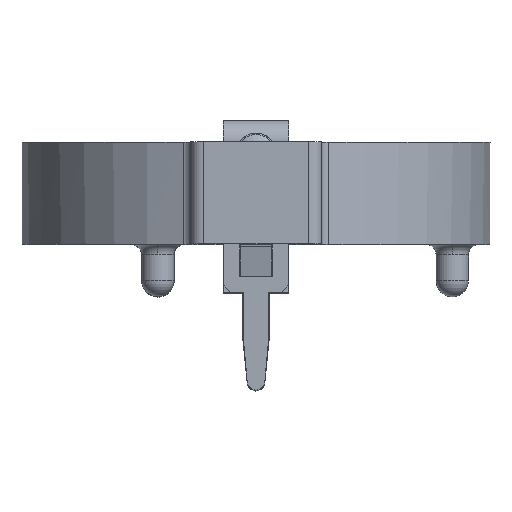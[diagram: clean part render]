
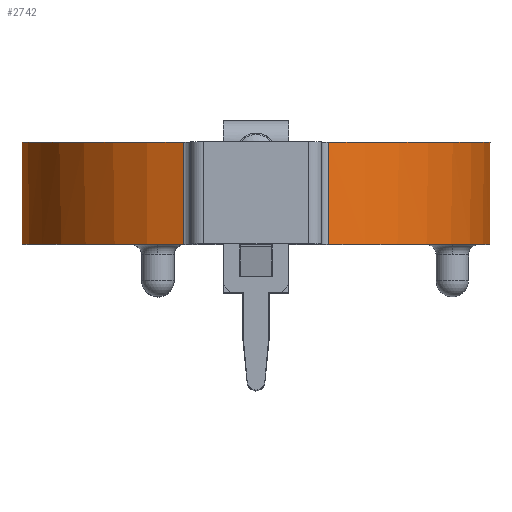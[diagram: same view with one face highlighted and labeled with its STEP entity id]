
A CAD part, top view. The second image highlights one B-rep face of the part: STEP entity #2742.
In plain terms, the highlighted cylindrical face has radius 11.379 mm (diameter 22.758 mm), a partial arc.
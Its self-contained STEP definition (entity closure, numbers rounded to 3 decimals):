
#2178 = VERTEX_POINT('',#2179);
#2179 = CARTESIAN_POINT('',(7.045,4.42,
    -10.947));
#2185 = EDGE_CURVE('',#2186,#2178,#2188,.T.);
#2186 = VERTEX_POINT('',#2187);
#2187 = CARTESIAN_POINT('',(2.524,4.42,7.918
    ));
#2188 = CIRCLE('',#2189,11.379);
#2189 = AXIS2_PLACEMENT_3D('',#2190,#2191,#2192);
#2190 = CARTESIAN_POINT('',(-1.002,4.42,
    -2.901));
#2191 = DIRECTION('',(0.,1.,0.));
#2192 = DIRECTION('',(0.,0.,1.));
#2246 = VERTEX_POINT('',#2247);
#2247 = CARTESIAN_POINT('',(-4.527,4.42,
    7.918));
#2254 = EDGE_CURVE('',#2255,#2246,#2257,.T.);
#2255 = VERTEX_POINT('',#2256);
#2256 = CARTESIAN_POINT('',(-9.048,4.42,
    -10.947));
#2257 = CIRCLE('',#2258,11.379);
#2258 = AXIS2_PLACEMENT_3D('',#2259,#2260,#2261);
#2259 = CARTESIAN_POINT('',(-1.002,4.42,
    -2.901));
#2260 = DIRECTION('',(0.,1.,0.));
#2261 = DIRECTION('',(0.,0.,1.));
#2428 = VERTEX_POINT('',#2429);
#2429 = CARTESIAN_POINT('',(2.524,-0.533,
    7.918));
#2479 = VERTEX_POINT('',#2480);
#2480 = CARTESIAN_POINT('',(-4.527,-0.533,
    7.918));
#2487 = EDGE_CURVE('',#2488,#2479,#2490,.T.);
#2488 = VERTEX_POINT('',#2489);
#2489 = CARTESIAN_POINT('',(-1.002,-0.533,
    -14.28));
#2490 = CIRCLE('',#2491,11.379);
#2491 = AXIS2_PLACEMENT_3D('',#2492,#2493,#2494);
#2492 = CARTESIAN_POINT('',(-1.002,-0.533,
    -2.901));
#2493 = DIRECTION('',(0.,1.,0.));
#2494 = DIRECTION('',(0.,0.,1.));
#2496 = EDGE_CURVE('',#2428,#2488,#2497,.T.);
#2497 = CIRCLE('',#2498,11.379);
#2498 = AXIS2_PLACEMENT_3D('',#2499,#2500,#2501);
#2499 = CARTESIAN_POINT('',(-1.002,-0.533,
    -2.901));
#2500 = DIRECTION('',(0.,1.,0.));
#2501 = DIRECTION('',(0.,0.,1.));
#2699 = VERTEX_POINT('',#2700);
#2700 = CARTESIAN_POINT('',(-9.048,2.134,
    -10.947));
#2706 = EDGE_CURVE('',#2255,#2699,#2707,.T.);
#2707 = LINE('',#2708,#2709);
#2708 = CARTESIAN_POINT('',(-9.048,4.42,
    -10.947));
#2709 = VECTOR('',#2710,1.);
#2710 = DIRECTION('',(0.,-1.,0.));
#2742 = ADVANCED_FACE('',(#2743),#2786,.T.);
#2743 = FACE_BOUND('',#2744,.T.);
#2744 = EDGE_LOOP('',(#2745,#2746,#2747,#2753,#2754,#2755,#2764,#2773,
    #2779,#2780));
#2745 = ORIENTED_EDGE('',*,*,#2496,.T.);
#2746 = ORIENTED_EDGE('',*,*,#2487,.T.);
#2747 = ORIENTED_EDGE('',*,*,#2748,.F.);
#2748 = EDGE_CURVE('',#2246,#2479,#2749,.T.);
#2749 = LINE('',#2750,#2751);
#2750 = CARTESIAN_POINT('',(-4.527,4.42,
    7.918));
#2751 = VECTOR('',#2752,1.);
#2752 = DIRECTION('',(0.,-1.,0.));
#2753 = ORIENTED_EDGE('',*,*,#2254,.F.);
#2754 = ORIENTED_EDGE('',*,*,#2706,.T.);
#2755 = ORIENTED_EDGE('',*,*,#2756,.F.);
#2756 = EDGE_CURVE('',#2757,#2699,#2759,.T.);
#2757 = VERTEX_POINT('',#2758);
#2758 = CARTESIAN_POINT('',(-1.002,2.134,
    -14.28));
#2759 = CIRCLE('',#2760,11.379);
#2760 = AXIS2_PLACEMENT_3D('',#2761,#2762,#2763);
#2761 = CARTESIAN_POINT('',(-1.002,2.134,
    -2.901));
#2762 = DIRECTION('',(0.,1.,0.));
#2763 = DIRECTION('',(0.,0.,1.));
#2764 = ORIENTED_EDGE('',*,*,#2765,.F.);
#2765 = EDGE_CURVE('',#2766,#2757,#2768,.T.);
#2766 = VERTEX_POINT('',#2767);
#2767 = CARTESIAN_POINT('',(7.045,2.134,
    -10.947));
#2768 = CIRCLE('',#2769,11.379);
#2769 = AXIS2_PLACEMENT_3D('',#2770,#2771,#2772);
#2770 = CARTESIAN_POINT('',(-1.002,2.134,
    -2.901));
#2771 = DIRECTION('',(0.,1.,0.));
#2772 = DIRECTION('',(0.,0.,1.));
#2773 = ORIENTED_EDGE('',*,*,#2774,.T.);
#2774 = EDGE_CURVE('',#2766,#2178,#2775,.T.);
#2775 = LINE('',#2776,#2777);
#2776 = CARTESIAN_POINT('',(7.045,4.42,
    -10.947));
#2777 = VECTOR('',#2778,1.);
#2778 = DIRECTION('',(0.,1.,0.));
#2779 = ORIENTED_EDGE('',*,*,#2185,.F.);
#2780 = ORIENTED_EDGE('',*,*,#2781,.T.);
#2781 = EDGE_CURVE('',#2186,#2428,#2782,.T.);
#2782 = LINE('',#2783,#2784);
#2783 = CARTESIAN_POINT('',(2.524,4.42,7.918
    ));
#2784 = VECTOR('',#2785,1.);
#2785 = DIRECTION('',(0.,-1.,0.));
#2786 = CYLINDRICAL_SURFACE('',#2787,11.379);
#2787 = AXIS2_PLACEMENT_3D('',#2788,#2789,#2790);
#2788 = CARTESIAN_POINT('',(-1.002,4.42,
    -2.901));
#2789 = DIRECTION('',(0.,-1.,0.));
#2790 = DIRECTION('',(0.,0.,-1.));
